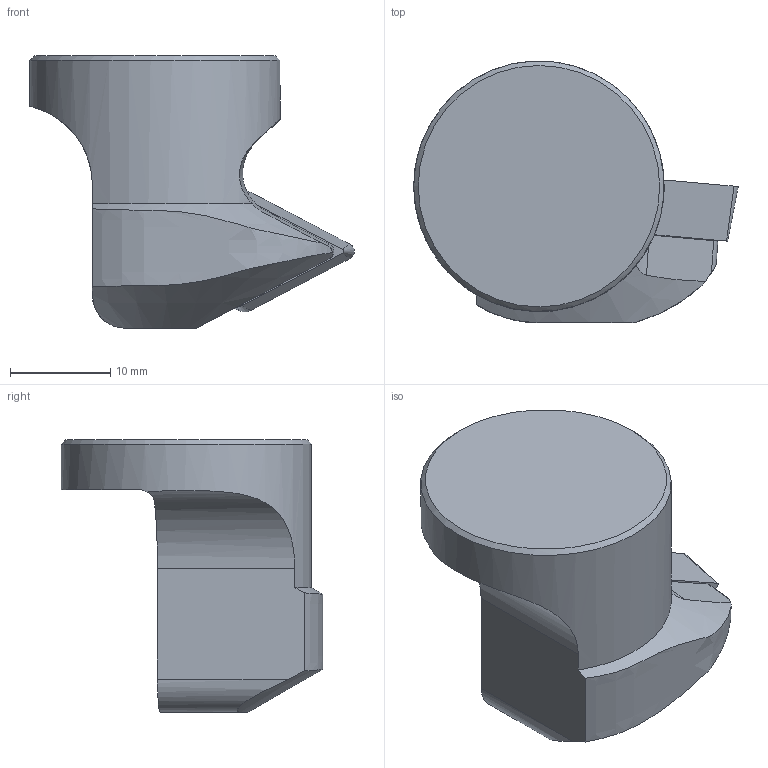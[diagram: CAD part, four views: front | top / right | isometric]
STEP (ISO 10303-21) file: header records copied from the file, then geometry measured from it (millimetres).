
FILE_DESCRIPTION(/* description */ (''),/* implementation_level */ '2;1');
FILE_NAME(/* name */ '1573038805836.stp',/* time_stamp */ '2019-11-06T16:43:35+05:00',/* author */ (''),/* organization */ ('SMS'),/* preprocessor_version */ 'ST-DEVELOPER v16.7',/* originating_system */ 'SIEMENS PLM Software NX 12.0',/* authorisation */ '');
FILE_SCHEMA (('AUTOMOTIVE_DESIGN { 1 0 10303 214 3 1 1 1 }'));
Length unit declared in the file: millimetre
Products named in the file (4): ASSEMBLY_CONSTRUCTION; 202599669mod000_00; 202613145mod000_00; 202613162mod000_00
Assembly tree (3 placements, depth 2):
  202613162mod000_00
    202613145mod000_00
    202599669mod000_00
    ASSEMBLY_CONSTRUCTION
Bounding box: 32.4 x 26.12 x 27.19 mm (x, y, z)
Volume: 7196.4 mm3; surface area: 3391.4 mm2
Topology: 2 solids, 2 shells, 55 faces, 144 edges, 102 vertices
Faces by surface type: plane 30, cylinder 15, cone 8, extrusion 1, torus 1
Full cylindrical faces by diameter (mm): 6.141 x2, 25 x1
Entity records: 2090 total; most frequent: CARTESIAN_POINT 554, DIRECTION 294, ORIENTED_EDGE 276, EDGE_CURVE 138, AXIS2_PLACEMENT_3D 104, VERTEX_POINT 92, VECTOR 86, LINE 85
